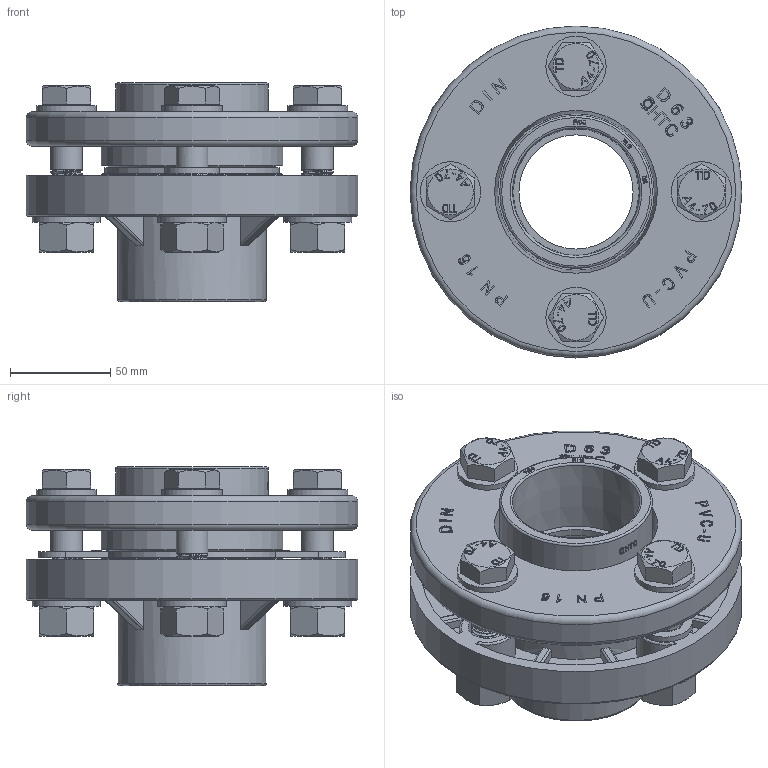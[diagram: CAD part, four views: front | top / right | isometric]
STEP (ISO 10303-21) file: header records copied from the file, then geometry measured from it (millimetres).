
FILE_DESCRIPTION(/* description */ (''),/* implementation_level */ '2;1');
FILE_NAME(/* name */ 'AF0708.000.063.step',/* time_stamp */ '2026-02-13T11:47:06+01:00',/* author */ (''),/* organization */ (''),/* preprocessor_version */ 'ST-DEVELOPER v20.1',/* originating_system */ 'Autodesk Translation Framework v14.24.0.0',/* authorisation */ '');
FILE_SCHEMA (('AUTOMOTIVE_DESIGN { 1 0 10303 214 3 1 1 }'));
Length unit declared in the file: millimetre
Products named in the file (9): 2026-02-13-07-39-02-049; 2026-02-13-08-39-53-421; 2026-02-13-08-39-54-992; 2026-02-13-08-40-21-672; 2026-02-13-10-54-04-123; 2026-02-13-10-54-04-224; 2026-02-13-10-54-04-231; 2026-02-13-10-54-04-233; 2026-02-13-10-54-04-230
Assembly tree (20 placements, depth 3):
  2026-02-13-07-39-02-049
    2026-02-13-08-39-53-421
    2026-02-13-08-39-54-992
    2026-02-13-08-40-21-672
    2026-02-13-10-54-04-123
      2026-02-13-10-54-04-224  x4
      2026-02-13-10-54-04-231  x4
      2026-02-13-10-54-04-233  x4
      2026-02-13-10-54-04-230  x4
Bounding box: 165.2 x 165.2 x 109.05 mm (x, y, z)
Volume: 651775.3 mm3; surface area: 237468 mm2
Topology: 20 solids, 20 shells, 1918 faces, 5106 edges, 3390 vertices
Faces by surface type: plane 875, bspline 594, cylinder 371, cone 43, torus 35
Full cylindrical faces by diameter (mm): 3.5 x1, 4.667 x1, 13.534 x72, 15.519 x12, 15.822 x76, 17 x4, 18 x6, 18.293 x16, 19 x8, 30 x4, 34 x4, 56.8 x1, 60.2 x1, 63 x1, 67.2 x1, 70 x1, 74 x1, 76 x1, 77.1 x1, 79.9 x1, 87.3 x1, 90.1 x1, 90.5 x1, 165 x1, 165.2 x1
Entity records: 53838 total; most frequent: CARTESIAN_POINT 23107, ORIENTED_EDGE 7110, DIRECTION 4941, EDGE_CURVE 3555, VERTEX_POINT 2364, LINE 2021, VECTOR 2021, EDGE_LOOP 1487
